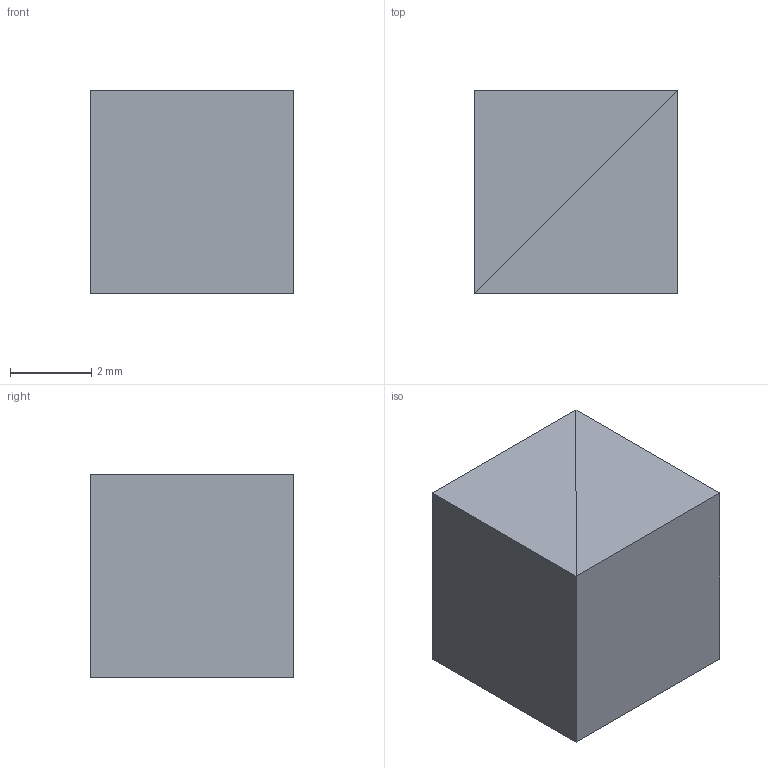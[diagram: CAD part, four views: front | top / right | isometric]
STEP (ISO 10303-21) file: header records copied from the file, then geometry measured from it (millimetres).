
FILE_DESCRIPTION (( 'STEP AP203' ), '1' );
FILE_NAME ('68533_68545.step', '2017-07-24T14:49:50', ( '' ), ( '' ), 'SwSTEP 2.0', 'SolidWorks 2016', '' );
FILE_SCHEMA (( 'CONFIG_CONTROL_DESIGN' ));
Length unit declared in the file: millimetre
Products named in the file (2): 32328_DETAIL A; 68533_68545
Assembly tree (2 placements, depth 2):
  68533_68545
    32328_DETAIL A  x2
Bounding box: 5 x 5 x 5 mm (x, y, z)
Volume: 125 mm3; surface area: 220.7 mm2
Topology: 2 solids, 2 shells, 10 faces, 18 edges, 12 vertices
Faces by surface type: plane 10
Entity records: 351 total; most frequent: DIRECTION 29, CARTESIAN_POINT 25, PERSON_AND_ORGANIZATION 18, ORIENTED_EDGE 18, CALENDAR_DATE 14, DATE_AND_TIME 14, COORDINATED_UNIVERSAL_TIME_OFFSET 14, LOCAL_TIME 14
